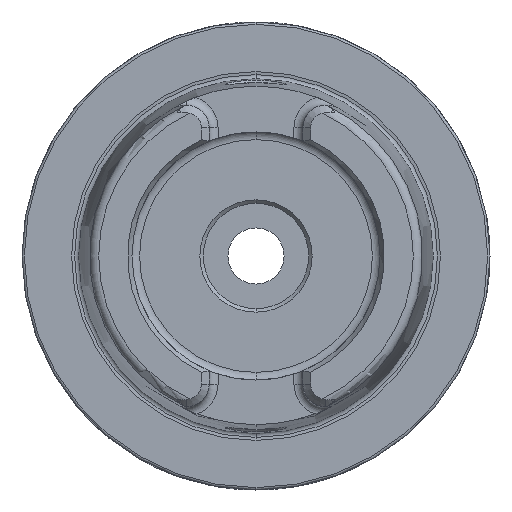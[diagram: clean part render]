
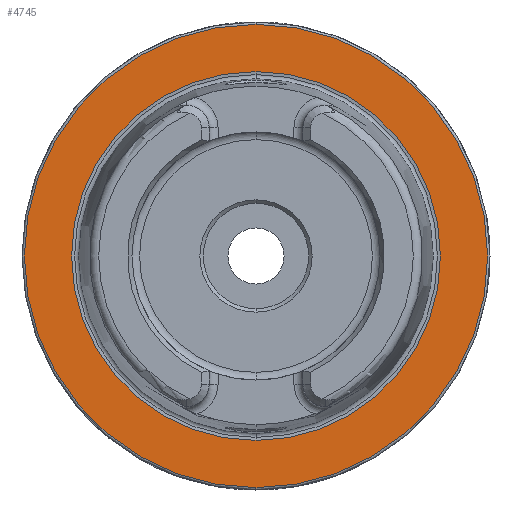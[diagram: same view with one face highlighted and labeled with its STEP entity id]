
A CAD part, left-side view. The second image highlights one B-rep face of the part: STEP entity #4745.
In plain terms, the highlighted planar face has unit normal (-1, 0, 0).
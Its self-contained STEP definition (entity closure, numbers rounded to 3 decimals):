
#182 = VERTEX_POINT ( 'NONE', #8703 ) ;
#212 = VERTEX_POINT ( 'NONE', #8733 ) ;
#213 = VERTEX_POINT ( 'NONE', #8734 ) ;
#227 = VERTEX_POINT ( 'NONE', #8748 ) ;
#1726 = CIRCLE ( 'NONE', #5681, 39.405 ) ;
#1727 = CIRCLE ( 'NONE', #5682, 49.5 ) ;
#1935 = CIRCLE ( 'NONE', #5751, 49.5 ) ;
#1936 = CIRCLE ( 'NONE', #5752, 39.405 ) ;
#2819 = FACE_BOUND ( 'NONE', #3654, .T. ) ;
#2820 = FACE_OUTER_BOUND ( 'NONE', #3712, .T. ) ;
#3654 = EDGE_LOOP ( 'NONE', ( #10227, #10248 ) ) ;
#3712 = EDGE_LOOP ( 'NONE', ( #10229, #10272 ) ) ;
#4745 = ADVANCED_FACE ( 'NONE', ( #2819, #2820 ), #8082, .F. ) ;
#4985 = EDGE_CURVE ( 'NONE', #182, #212, #1726, .T. ) ;
#4986 = EDGE_CURVE ( 'NONE', #213, #227, #1727, .T. ) ;
#5127 = EDGE_CURVE ( 'NONE', #227, #213, #1935, .T. ) ;
#5128 = EDGE_CURVE ( 'NONE', #212, #182, #1936, .T. ) ;
#5497 = AXIS2_PLACEMENT_3D ( 'NONE', #8083, #8084, #8085 ) ;
#5681 = AXIS2_PLACEMENT_3D ( 'NONE', #6361, #6362, #6363 ) ;
#5682 = AXIS2_PLACEMENT_3D ( 'NONE', #6364, #6365, #6366 ) ;
#5751 = AXIS2_PLACEMENT_3D ( 'NONE', #6859, #6860, #6861 ) ;
#5752 = AXIS2_PLACEMENT_3D ( 'NONE', #6862, #6863, #6864 ) ;
#6361 = CARTESIAN_POINT ( 'NONE',  ( 0., 0., 0. ) ) ;
#6362 = DIRECTION ( 'NONE',  ( -1., 0., 0. ) ) ;
#6363 = DIRECTION ( 'NONE',  ( 0., 0., 1. ) ) ;
#6364 = CARTESIAN_POINT ( 'NONE',  ( 0., 0., 0. ) ) ;
#6365 = DIRECTION ( 'NONE',  ( -1., 0., 0. ) ) ;
#6366 = DIRECTION ( 'NONE',  ( 0., 0., 1. ) ) ;
#6859 = CARTESIAN_POINT ( 'NONE',  ( 0., 0., 0. ) ) ;
#6860 = DIRECTION ( 'NONE',  ( -1., 0., 0. ) ) ;
#6861 = DIRECTION ( 'NONE',  ( 0., 0., 1. ) ) ;
#6862 = CARTESIAN_POINT ( 'NONE',  ( 0., 0., 0. ) ) ;
#6863 = DIRECTION ( 'NONE',  ( -1., 0., 0. ) ) ;
#6864 = DIRECTION ( 'NONE',  ( 0., 0., 1. ) ) ;
#8082 = PLANE ( 'NONE',  #5497 ) ;
#8083 = CARTESIAN_POINT ( 'NONE',  ( 0., 49.5, 0. ) ) ;
#8084 = DIRECTION ( 'NONE',  ( 1., 0., 0. ) ) ;
#8085 = DIRECTION ( 'NONE',  ( 0., 0., -1. ) ) ;
#8703 = CARTESIAN_POINT ( 'NONE',  ( 0., 0., 39.405 ) ) ;
#8733 = CARTESIAN_POINT ( 'NONE',  ( 0., 0., -39.405 ) ) ;
#8734 = CARTESIAN_POINT ( 'NONE',  ( 0., 0., -49.5 ) ) ;
#8748 = CARTESIAN_POINT ( 'NONE',  ( 0., 0., 49.5 ) ) ;
#10227 = ORIENTED_EDGE ( 'NONE', *, *, #4985, .F. ) ;
#10229 = ORIENTED_EDGE ( 'NONE', *, *, #5127, .T. ) ;
#10248 = ORIENTED_EDGE ( 'NONE', *, *, #5128, .F. ) ;
#10272 = ORIENTED_EDGE ( 'NONE', *, *, #4986, .T. ) ;
